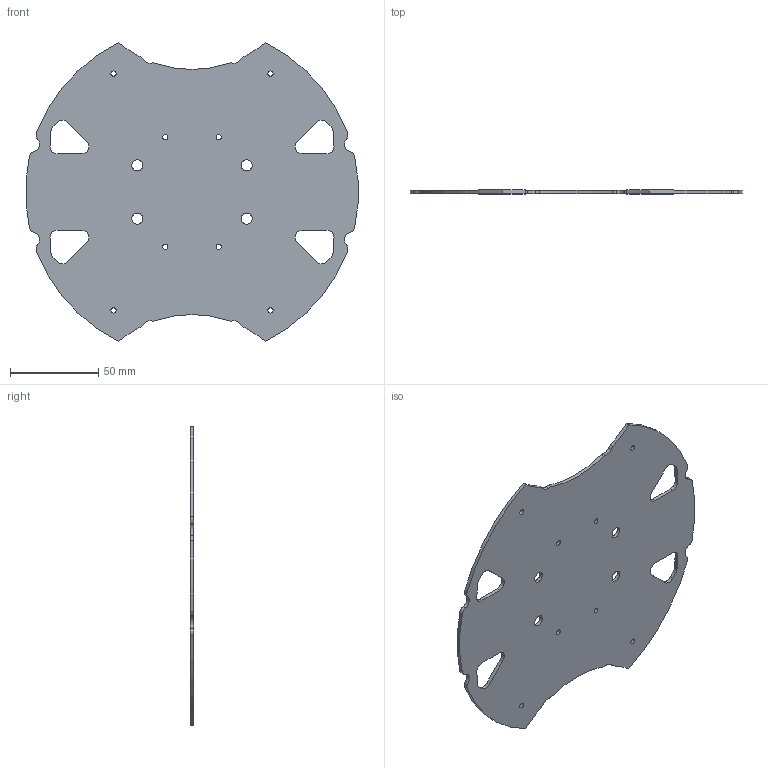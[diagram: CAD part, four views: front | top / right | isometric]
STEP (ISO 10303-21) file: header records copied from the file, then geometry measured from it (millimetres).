
FILE_DESCRIPTION(/* description */ (''),/* implementation_level */ '2;1');
FILE_NAME(/* name */ 'motherboard.stp',/* time_stamp */ '2024-12-15T18:16:19+03:00',/* author */ ('Ivan'),/* organization */ (''),/* preprocessor_version */ 'ST-DEVELOPER v18',/* originating_system */ 'Autodesk Inventor 2020',/* authorisation */ '');
FILE_SCHEMA (('CONFIG_CONTROL_DESIGN'));
Length unit declared in the file: millimetre
Products named in the file (1): motherboard
Bounding box: 188.05 x 2 x 169.36 mm (x, y, z)
Volume: 47174.1 mm3; surface area: 49242.1 mm2
Topology: 1 solids, 1 shells, 82 faces, 256 edges, 179 vertices
Faces by surface type: cylinder 64, plane 18
Full cylindrical faces by diameter (mm): 3 x8, 6.2 x4
Entity records: 3054 total; most frequent: DIRECTION 564, CARTESIAN_POINT 516, ORIENTED_EDGE 504, EDGE_CURVE 252, AXIS2_PLACEMENT_3D 226, VERTEX_POINT 172, CIRCLE 143, EDGE_LOOP 114
